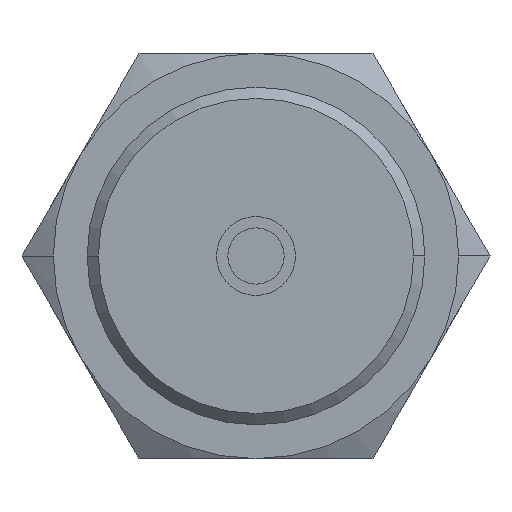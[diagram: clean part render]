
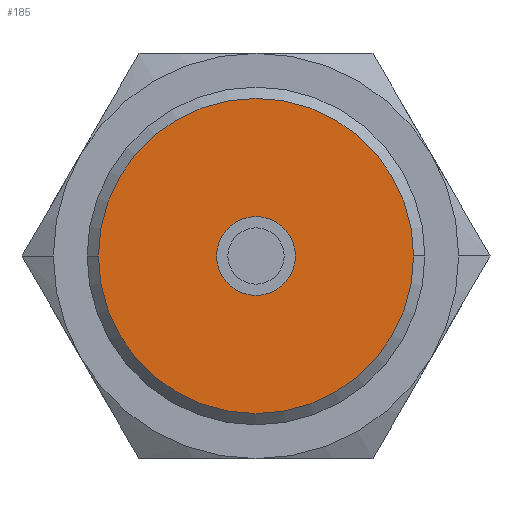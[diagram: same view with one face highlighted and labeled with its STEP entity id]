
A CAD part, front view. The second image highlights one B-rep face of the part: STEP entity #185.
In plain terms, the highlighted planar face has unit normal (0, -1, 0).
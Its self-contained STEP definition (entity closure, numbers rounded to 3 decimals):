
#185=ADVANCED_FACE('',(#282,#283),#284,.T.);
#282=FACE_OUTER_BOUND('',#449,.T.);
#283=FACE_BOUND('',#450,.T.);
#284=PLANE('',#451);
#449=EDGE_LOOP('',(#682,#683));
#450=EDGE_LOOP('',(#684,#685));
#451=AXIS2_PLACEMENT_3D('',#686,#687,#688);
#682=ORIENTED_EDGE('',*,*,#1171,.F.);
#683=ORIENTED_EDGE('',*,*,#1191,.F.);
#684=ORIENTED_EDGE('',*,*,#1176,.T.);
#685=ORIENTED_EDGE('',*,*,#1190,.T.);
#686=CARTESIAN_POINT('',(-8.75,-61.0,0.0));
#687=DIRECTION('',(0.0,-1.0,0.0));
#688=DIRECTION('',(1.0,0.0,0.0));
#1171=EDGE_CURVE('',#1346,#1348,#1349,.T.);
#1176=EDGE_CURVE('',#1352,#1356,#1358,.T.);
#1190=EDGE_CURVE('',#1356,#1352,#1379,.T.);
#1191=EDGE_CURVE('',#1348,#1346,#1380,.T.);
#1346=VERTEX_POINT('',#1647);
#1348=VERTEX_POINT('',#1650);
#1349=CIRCLE('',#1651,14.0);
#1352=VERTEX_POINT('',#1655);
#1356=VERTEX_POINT('',#1660);
#1358=CIRCLE('',#1663,3.5);
#1379=CIRCLE('',#1688,3.5);
#1380=CIRCLE('',#1689,14.0);
#1647=CARTESIAN_POINT('',(-14.0,-61.0,0.0));
#1650=CARTESIAN_POINT('',(14.0,-61.0,0.));
#1651=AXIS2_PLACEMENT_3D('',#2473,#2474,#2475);
#1655=CARTESIAN_POINT('',(-3.5,-61.0,0.0));
#1660=CARTESIAN_POINT('',(3.5,-61.0,0.));
#1663=AXIS2_PLACEMENT_3D('',#2482,#2483,#2484);
#1688=AXIS2_PLACEMENT_3D('',#2516,#2517,#2518);
#1689=AXIS2_PLACEMENT_3D('',#2519,#2520,#2521);
#2473=CARTESIAN_POINT('',(0.0,-61.0,0.0));
#2474=DIRECTION('',(0.0,1.0,0.0));
#2475=DIRECTION('',(-1.0,0.0,0.0));
#2482=CARTESIAN_POINT('',(0.0,-61.0,0.0));
#2483=DIRECTION('',(0.0,1.0,0.0));
#2484=DIRECTION('',(-1.0,0.0,0.0));
#2516=CARTESIAN_POINT('',(0.0,-61.0,0.0));
#2517=DIRECTION('',(0.0,1.0,0.0));
#2518=DIRECTION('',(-1.0,0.0,0.0));
#2519=CARTESIAN_POINT('',(0.0,-61.0,0.0));
#2520=DIRECTION('',(0.0,1.0,0.0));
#2521=DIRECTION('',(-1.0,0.0,0.0));
